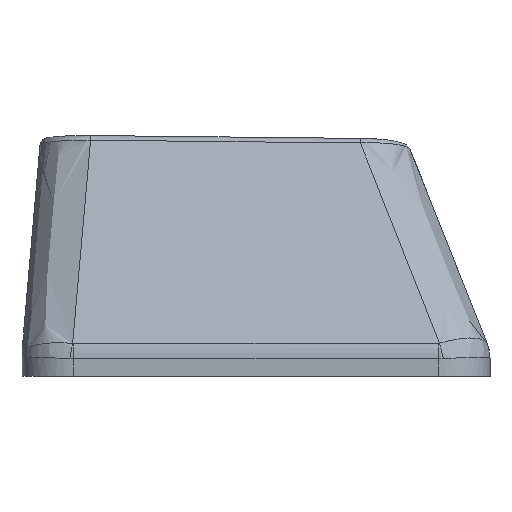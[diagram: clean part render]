
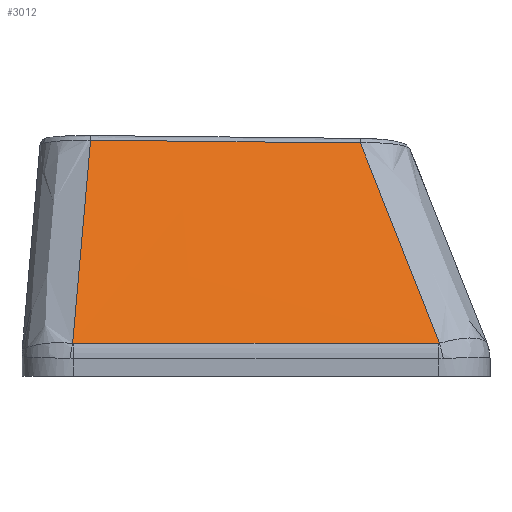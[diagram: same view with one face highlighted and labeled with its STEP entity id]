
A CAD part, left-side view. The second image highlights one B-rep face of the part: STEP entity #3012.
In plain terms, the highlighted free-form (B-spline) face has degree [3, 3] with [4, 4] control points.
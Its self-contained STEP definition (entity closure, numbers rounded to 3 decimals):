
#385=FACE_OUTER_BOUND('',#525,.T.);
#525=EDGE_LOOP('',(#2401,#2402,#2403,#2404,#2405,#2406));
#873=B_SPLINE_CURVE_WITH_KNOTS('',3,(#6527,#6528,#6529,#6530),
 .UNSPECIFIED.,.F.,.F.,(4,4),(0.,0.004),.UNSPECIFIED.);
#875=B_SPLINE_CURVE_WITH_KNOTS('',3,(#6554,#6555,#6556,#6557),
 .UNSPECIFIED.,.F.,.F.,(4,4),(0.,1.416),.UNSPECIFIED.);
#877=B_SPLINE_CURVE_WITH_KNOTS('',3,(#6581,#6582,#6583,#6584),
 .UNSPECIFIED.,.F.,.F.,(4,4),(0.,0.005),.UNSPECIFIED.);
#880=B_SPLINE_CURVE_WITH_KNOTS('',3,(#6680,#6681,#6682,#6683),
 .UNSPECIFIED.,.F.,.F.,(4,4),(0.025,0.925),
 .UNSPECIFIED.);
#881=B_SPLINE_CURVE_WITH_KNOTS('',3,(#6685,#6686,#6687,#6688),
 .UNSPECIFIED.,.F.,.F.,(4,4),(-1.047,0.),
 .UNSPECIFIED.);
#882=B_SPLINE_CURVE_WITH_KNOTS('',3,(#6689,#6690,#6691,#6692),
 .UNSPECIFIED.,.F.,.F.,(4,4),(-0.881,-0.022),
 .UNSPECIFIED.);
#1233=VERTEX_POINT('',#6486);
#1235=VERTEX_POINT('',#6525);
#1237=VERTEX_POINT('',#6552);
#1239=VERTEX_POINT('',#6579);
#1246=VERTEX_POINT('',#6679);
#1247=VERTEX_POINT('',#6684);
#1649=EDGE_CURVE('',#1235,#1233,#873,.T.);
#1652=EDGE_CURVE('',#1237,#1235,#875,.T.);
#1655=EDGE_CURVE('',#1239,#1237,#877,.T.);
#1667=EDGE_CURVE('',#1246,#1239,#880,.T.);
#1668=EDGE_CURVE('',#1247,#1246,#881,.T.);
#1669=EDGE_CURVE('',#1233,#1247,#882,.T.);
#2401=ORIENTED_EDGE('',*,*,#1649,.F.);
#2402=ORIENTED_EDGE('',*,*,#1652,.F.);
#2403=ORIENTED_EDGE('',*,*,#1655,.F.);
#2404=ORIENTED_EDGE('',*,*,#1667,.F.);
#2405=ORIENTED_EDGE('',*,*,#1668,.F.);
#2406=ORIENTED_EDGE('',*,*,#1669,.F.);
#2933=B_SPLINE_SURFACE_WITH_KNOTS('',3,3,((#6663,#6664,#6665,#6666),(#6667,
#6668,#6669,#6670),(#6671,#6672,#6673,#6674),(#6675,#6676,#6677,#6678)),
 .UNSPECIFIED.,.F.,.F.,.F.,(4,4),(4,4),(0.102,0.892),
(0.024,0.966),.UNSPECIFIED.);
#3012=ADVANCED_FACE('',(#385),#2933,.T.);
#6486=CARTESIAN_POINT('',(-18.485,7.116,0.284));
#6525=CARTESIAN_POINT('',(-18.486,7.08,0.281));
#6527=CARTESIAN_POINT('Ctrl Pts',(-18.486,7.08,0.281));
#6528=CARTESIAN_POINT('Ctrl Pts',(-18.486,7.092,0.281));
#6529=CARTESIAN_POINT('Ctrl Pts',(-18.486,7.104,0.282));
#6530=CARTESIAN_POINT('Ctrl Pts',(-18.485,7.116,0.284));
#6552=CARTESIAN_POINT('',(-18.484,-7.081,0.284));
#6554=CARTESIAN_POINT('Ctrl Pts',(-18.484,-7.081,0.284));
#6555=CARTESIAN_POINT('Ctrl Pts',(-18.484,-2.36,0.283));
#6556=CARTESIAN_POINT('Ctrl Pts',(-18.485,2.36,0.282));
#6557=CARTESIAN_POINT('Ctrl Pts',(-18.486,7.08,0.281));
#6579=CARTESIAN_POINT('',(-18.481,-7.128,0.289));
#6581=CARTESIAN_POINT('Ctrl Pts',(-18.481,-7.128,0.289));
#6582=CARTESIAN_POINT('Ctrl Pts',(-18.483,-7.112,0.286));
#6583=CARTESIAN_POINT('Ctrl Pts',(-18.484,-7.097,0.284));
#6584=CARTESIAN_POINT('Ctrl Pts',(-18.484,-7.081,0.284));
#6663=CARTESIAN_POINT('Ctrl Pts',(-15.135,-4.428,8.072));
#6664=CARTESIAN_POINT('Ctrl Pts',(-16.252,-5.329,5.474));
#6665=CARTESIAN_POINT('Ctrl Pts',(-17.369,-6.231,2.876));
#6666=CARTESIAN_POINT('Ctrl Pts',(-18.486,-7.132,0.278));
#6667=CARTESIAN_POINT('Ctrl Pts',(-15.135,-0.675,
8.106));
#6668=CARTESIAN_POINT('Ctrl Pts',(-16.252,-1.244,5.497));
#6669=CARTESIAN_POINT('Ctrl Pts',(-17.369,-1.813,2.888));
#6670=CARTESIAN_POINT('Ctrl Pts',(-18.486,-2.382,0.279));
#6671=CARTESIAN_POINT('Ctrl Pts',(-15.135,3.078,8.139));
#6672=CARTESIAN_POINT('Ctrl Pts',(-16.252,2.841,5.519));
#6673=CARTESIAN_POINT('Ctrl Pts',(-17.369,2.604,2.9));
#6674=CARTESIAN_POINT('Ctrl Pts',(-18.486,2.367,0.28));
#6675=CARTESIAN_POINT('Ctrl Pts',(-15.135,6.831,8.173));
#6676=CARTESIAN_POINT('Ctrl Pts',(-16.252,6.926,5.542));
#6677=CARTESIAN_POINT('Ctrl Pts',(-17.369,7.021,2.912));
#6678=CARTESIAN_POINT('Ctrl Pts',(-18.486,7.116,0.281));
#6679=CARTESIAN_POINT('',(-15.141,-4.05,8.062));
#6680=CARTESIAN_POINT('Ctrl Pts',(-15.141,-4.05,8.062));
#6681=CARTESIAN_POINT('Ctrl Pts',(-16.254,-5.075,5.47));
#6682=CARTESIAN_POINT('Ctrl Pts',(-17.367,-6.101,2.88));
#6683=CARTESIAN_POINT('Ctrl Pts',(-18.481,-7.128,0.289));
#6684=CARTESIAN_POINT('',(-15.135,6.42,8.169));
#6685=CARTESIAN_POINT('Ctrl Pts',(-15.135,6.42,8.169));
#6686=CARTESIAN_POINT('Ctrl Pts',(-15.137,2.93,8.133));
#6687=CARTESIAN_POINT('Ctrl Pts',(-15.139,-0.56,
8.098));
#6688=CARTESIAN_POINT('Ctrl Pts',(-15.141,-4.05,8.062));
#6689=CARTESIAN_POINT('Ctrl Pts',(-18.485,7.116,0.284));
#6690=CARTESIAN_POINT('Ctrl Pts',(-17.369,6.884,2.913));
#6691=CARTESIAN_POINT('Ctrl Pts',(-16.252,6.652,5.541));
#6692=CARTESIAN_POINT('Ctrl Pts',(-15.135,6.42,8.169));
